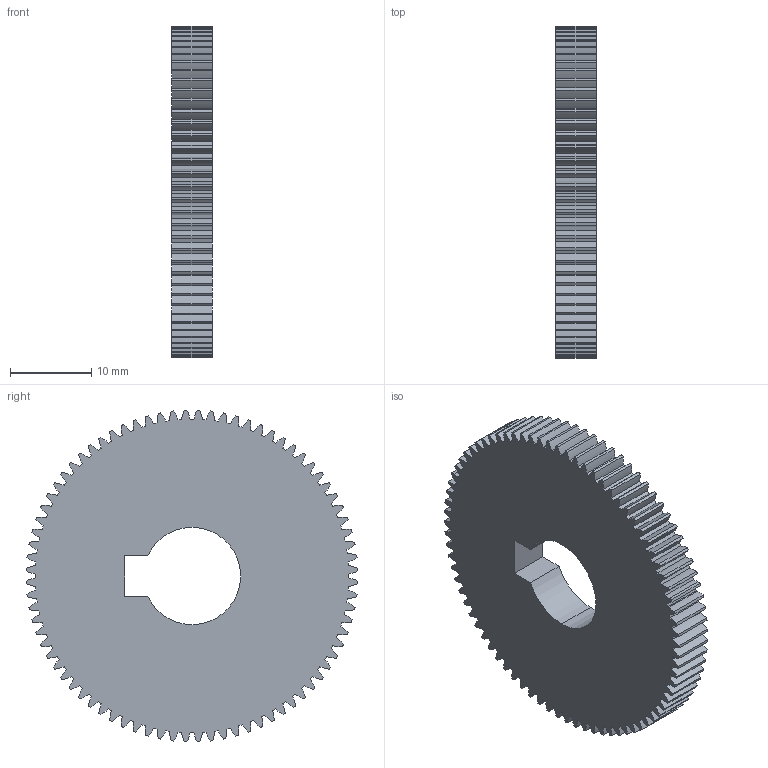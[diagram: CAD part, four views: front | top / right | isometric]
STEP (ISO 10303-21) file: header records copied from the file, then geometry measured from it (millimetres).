
FILE_DESCRIPTION (( 'STEP AP214' ), '1' );
FILE_NAME ('gear_80t_shaft2nd_j2_soarm_moce.STEP', '2026-02-21T18:05:56', ( '' ), ( '' ), 'SwSTEP 2.0', 'SolidWorks 2024', '' );
FILE_SCHEMA (( 'AUTOMOTIVE_DESIGN' ));
Length unit declared in the file: millimetre
Products named in the file (1): gear_80t_shaft2nd_j2_soarm_moce
Bounding box: 5 x 40.98 x 40.98 mm (x, y, z)
Volume: 5605 mm3; surface area: 3716.7 mm2
Topology: 1 solids, 1 shells, 333 faces, 993 edges, 662 vertices
Faces by surface type: cylinder 328, plane 5
Entity records: 11630 total; most frequent: DIRECTION 2317, CARTESIAN_POINT 1989, ORIENTED_EDGE 1986, EDGE_CURVE 993, AXIS2_PLACEMENT_3D 990, VERTEX_POINT 662, CIRCLE 656, VECTOR 337
